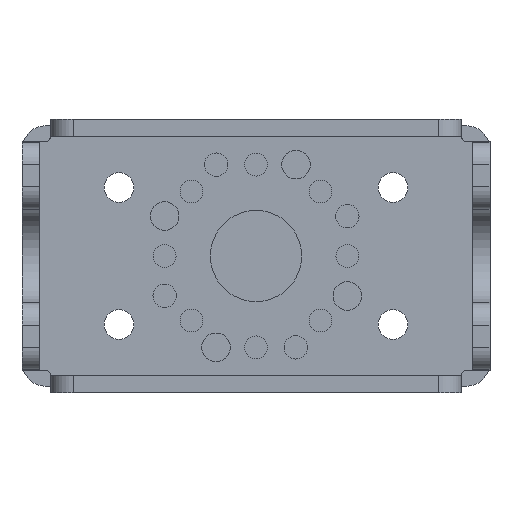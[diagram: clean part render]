
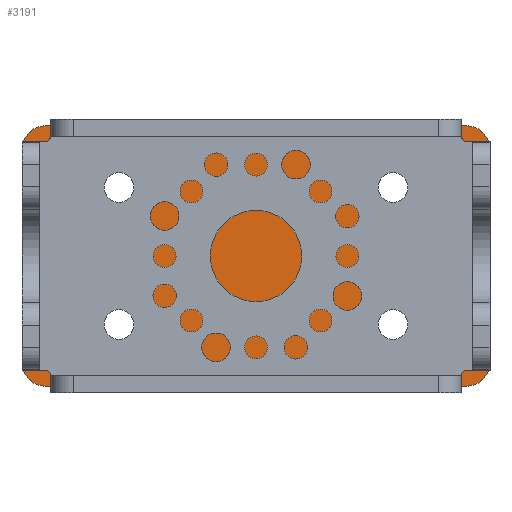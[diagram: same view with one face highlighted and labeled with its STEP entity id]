
A CAD part, front view. The second image highlights one B-rep face of the part: STEP entity #3191.
In plain terms, the highlighted planar face has unit normal (0, -1, 0).
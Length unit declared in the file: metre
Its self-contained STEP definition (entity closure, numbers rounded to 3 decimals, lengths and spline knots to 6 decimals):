
#220=LINE('',#5024,#426);
#221=LINE('',#5029,#427);
#222=LINE('',#5033,#428);
#223=LINE('',#5037,#429);
#426=VECTOR('',#3969,1.);
#427=VECTOR('',#3972,1.);
#428=VECTOR('',#3975,1.);
#429=VECTOR('',#3978,1.);
#681=ORIENTED_EDGE('',*,*,#1578,.F.);
#682=ORIENTED_EDGE('',*,*,#1579,.T.);
#683=ORIENTED_EDGE('',*,*,#1580,.F.);
#684=ORIENTED_EDGE('',*,*,#1581,.T.);
#685=ORIENTED_EDGE('',*,*,#1582,.T.);
#686=ORIENTED_EDGE('',*,*,#1583,.T.);
#687=ORIENTED_EDGE('',*,*,#1584,.T.);
#688=ORIENTED_EDGE('',*,*,#1585,.T.);
#689=ORIENTED_EDGE('',*,*,#1586,.T.);
#690=ORIENTED_EDGE('',*,*,#1587,.T.);
#691=ORIENTED_EDGE('',*,*,#1588,.T.);
#692=ORIENTED_EDGE('',*,*,#1589,.T.);
#1578=EDGE_CURVE('',#2021,#2022,#220,.T.);
#1579=EDGE_CURVE('',#2021,#2023,#2296,.F.);
#1580=EDGE_CURVE('',#2024,#2023,#221,.T.);
#1581=EDGE_CURVE('',#2024,#2025,#2297,.F.);
#1582=EDGE_CURVE('',#2025,#2026,#222,.T.);
#1583=EDGE_CURVE('',#2026,#2027,#2298,.F.);
#1584=EDGE_CURVE('',#2027,#2028,#223,.T.);
#1585=EDGE_CURVE('',#2028,#2022,#2299,.F.);
#1586=EDGE_CURVE('',#2029,#2029,#2300,.T.);
#1587=EDGE_CURVE('',#2030,#2030,#2301,.T.);
#1588=EDGE_CURVE('',#2031,#2031,#2302,.T.);
#1589=EDGE_CURVE('',#2032,#2032,#2303,.T.);
#2021=VERTEX_POINT('',#5025);
#2022=VERTEX_POINT('',#5026);
#2023=VERTEX_POINT('',#5028);
#2024=VERTEX_POINT('',#5030);
#2025=VERTEX_POINT('',#5032);
#2026=VERTEX_POINT('',#5034);
#2027=VERTEX_POINT('',#5036);
#2028=VERTEX_POINT('',#5038);
#2029=VERTEX_POINT('',#5041);
#2030=VERTEX_POINT('',#5043);
#2031=VERTEX_POINT('',#5045);
#2032=VERTEX_POINT('',#5047);
#2296=CIRCLE('',#3436,0.002);
#2297=CIRCLE('',#3437,0.002);
#2298=CIRCLE('',#3438,0.002);
#2299=CIRCLE('',#3439,0.002);
#2300=CIRCLE('',#3440,0.0013);
#2301=CIRCLE('',#3441,0.0013);
#2302=CIRCLE('',#3442,0.0013);
#2303=CIRCLE('',#3443,0.0013);
#2518=EDGE_LOOP('',(#681,#682,#683,#684,#685,#686,#687,#688));
#2519=EDGE_LOOP('',(#689));
#2520=EDGE_LOOP('',(#690));
#2521=EDGE_LOOP('',(#691));
#2522=EDGE_LOOP('',(#692));
#2824=FACE_BOUND('',#2518,.T.);
#2825=FACE_BOUND('',#2519,.T.);
#2826=FACE_BOUND('',#2520,.T.);
#2827=FACE_BOUND('',#2521,.T.);
#2828=FACE_BOUND('',#2522,.T.);
#3124=PLANE('',#3435);
#3191=ADVANCED_FACE('',(#2824,#2825,#2826,#2827,#2828),#3124,.F.);
#3435=AXIS2_PLACEMENT_3D('',#5023,#3967,#3968);
#3436=AXIS2_PLACEMENT_3D('',#5027,#3970,#3971);
#3437=AXIS2_PLACEMENT_3D('',#5031,#3973,#3974);
#3438=AXIS2_PLACEMENT_3D('',#5035,#3976,#3977);
#3439=AXIS2_PLACEMENT_3D('',#5039,#3979,#3980);
#3440=AXIS2_PLACEMENT_3D('',#5040,#3981,#3982);
#3441=AXIS2_PLACEMENT_3D('',#5042,#3983,#3984);
#3442=AXIS2_PLACEMENT_3D('',#5044,#3985,#3986);
#3443=AXIS2_PLACEMENT_3D('',#5046,#3987,#3988);
#3967=DIRECTION('',(0.,1.,0.));
#3968=DIRECTION('',(-1.,0.,0.));
#3969=DIRECTION('',(0.,0.,-1.));
#3970=DIRECTION('',(0.,1.,0.));
#3971=DIRECTION('',(0.,0.,1.));
#3972=DIRECTION('',(1.,0.,0.));
#3973=DIRECTION('',(0.,1.,0.));
#3974=DIRECTION('',(0.,0.,1.));
#3975=DIRECTION('',(0.,0.,-1.));
#3976=DIRECTION('',(0.,1.,0.));
#3977=DIRECTION('',(0.,0.,1.));
#3978=DIRECTION('',(1.,0.,0.));
#3979=DIRECTION('',(0.,1.,0.));
#3980=DIRECTION('',(0.,0.,1.));
#3981=DIRECTION('',(0.,1.,0.));
#3982=DIRECTION('',(0.,0.,-1.));
#3983=DIRECTION('',(0.,1.,0.));
#3984=DIRECTION('',(0.,0.,-1.));
#3985=DIRECTION('',(0.,1.,0.));
#3986=DIRECTION('',(0.,0.,-1.));
#3987=DIRECTION('',(0.,1.,0.));
#3988=DIRECTION('',(0.,0.,-1.));
#5023=CARTESIAN_POINT('',(0.,0.028,0.));
#5024=CARTESIAN_POINT('',(0.020462,0.028,0.));
#5025=CARTESIAN_POINT('',(0.020462,0.028,0.0094));
#5026=CARTESIAN_POINT('',(0.020462,0.028,-0.0094));
#5027=CARTESIAN_POINT('',(0.018462,0.028,0.0094));
#5028=CARTESIAN_POINT('',(0.018462,0.028,0.0114));
#5029=CARTESIAN_POINT('',(0.,0.028,0.0114));
#5030=CARTESIAN_POINT('',(-0.018462,0.028,0.0114));
#5031=CARTESIAN_POINT('',(-0.018462,0.028,0.0094));
#5032=CARTESIAN_POINT('',(-0.020462,0.028,0.0094));
#5033=CARTESIAN_POINT('',(-0.020462,0.028,0.));
#5034=CARTESIAN_POINT('',(-0.020462,0.028,-0.0094));
#5035=CARTESIAN_POINT('',(-0.018462,0.028,-0.0094));
#5036=CARTESIAN_POINT('',(-0.018462,0.028,-0.0114));
#5037=CARTESIAN_POINT('',(0.,0.028,-0.0114));
#5038=CARTESIAN_POINT('',(0.018462,0.028,-0.0114));
#5039=CARTESIAN_POINT('',(0.018462,0.028,-0.0094));
#5040=CARTESIAN_POINT('',(0.012,0.028,-0.006));
#5041=CARTESIAN_POINT('',(0.012,0.028,-0.0073));
#5042=CARTESIAN_POINT('',(0.012,0.028,0.006));
#5043=CARTESIAN_POINT('',(0.012,0.028,0.0047));
#5044=CARTESIAN_POINT('',(-0.012,0.028,-0.006));
#5045=CARTESIAN_POINT('',(-0.012,0.028,-0.0073));
#5046=CARTESIAN_POINT('',(-0.012,0.028,0.006));
#5047=CARTESIAN_POINT('',(-0.012,0.028,0.0047));
